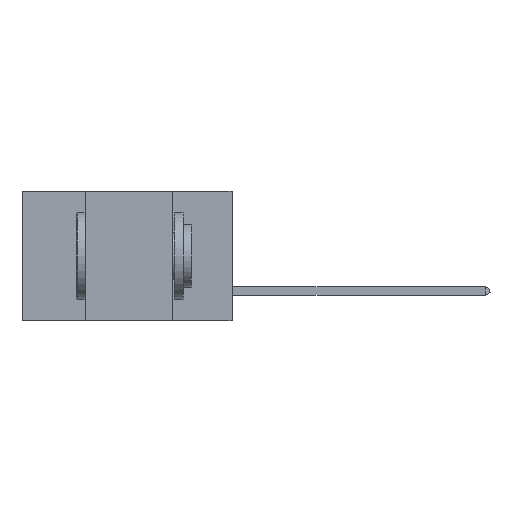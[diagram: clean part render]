
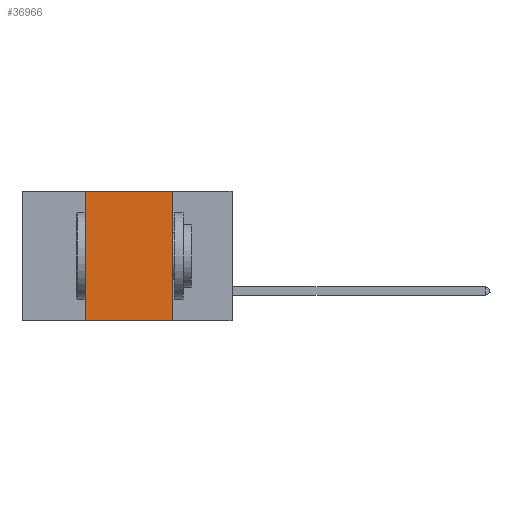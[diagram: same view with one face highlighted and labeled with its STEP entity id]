
A CAD part, left-side view. The second image highlights one B-rep face of the part: STEP entity #36966.
In plain terms, the highlighted planar face has unit normal (-1, 0, 0).
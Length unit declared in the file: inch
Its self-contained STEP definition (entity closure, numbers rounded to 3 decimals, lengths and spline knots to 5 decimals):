
#1300 = VERTEX_POINT ( 'NONE', #22229 ) ;
#1805 = CARTESIAN_POINT ( 'NONE',  ( 0., 0.42, 0. ) ) ;
#7876 = DIRECTION ( 'NONE',  ( 0., 0., 1. ) ) ;
#8028 = VERTEX_POINT ( 'NONE', #27043 ) ;
#9953 = VECTOR ( 'NONE', #42096, 39.37008 ) ;
#10438 = VECTOR ( 'NONE', #20238, 39.37008 ) ;
#11019 = FACE_OUTER_BOUND ( 'NONE', #11368, .T. ) ;
#11368 = EDGE_LOOP ( 'NONE', ( #37859, #16364, #29115, #38413 ) ) ;
#13198 = VECTOR ( 'NONE', #28499, 39.37008 ) ;
#14737 = LINE ( 'NONE', #28362, #13198 ) ;
#14753 = PLANE ( 'NONE',  #33056 ) ;
#15551 = CARTESIAN_POINT ( 'NONE',  ( 0., 0.6, 0. ) ) ;
#16364 = ORIENTED_EDGE ( 'NONE', *, *, #16908, .F. ) ;
#16908 = EDGE_CURVE ( 'NONE', #21207, #1300, #24988, .T. ) ;
#17461 = EDGE_CURVE ( 'NONE', #20827, #21207, #28907, .T. ) ;
#20109 = VECTOR ( 'NONE', #7876, 39.37008 ) ;
#20238 = DIRECTION ( 'NONE',  ( 0., -1., 0. ) ) ;
#20827 = VERTEX_POINT ( 'NONE', #24776 ) ;
#21207 = VERTEX_POINT ( 'NONE', #24313 ) ;
#21833 = EDGE_CURVE ( 'NONE', #20827, #8028, #32713, .T. ) ;
#22229 = CARTESIAN_POINT ( 'NONE',  ( 0., 0.17, 0. ) ) ;
#24313 = CARTESIAN_POINT ( 'NONE',  ( 0., 0.42, 0. ) ) ;
#24776 = CARTESIAN_POINT ( 'NONE',  ( 0., 0.42, -0.37 ) ) ;
#24988 = LINE ( 'NONE', #15551, #9953 ) ;
#27043 = CARTESIAN_POINT ( 'NONE',  ( 0., 0.17, -0.37 ) ) ;
#28362 = CARTESIAN_POINT ( 'NONE',  ( 0., 0.17, 0. ) ) ;
#28499 = DIRECTION ( 'NONE',  ( 0., 0., -1. ) ) ;
#28907 = LINE ( 'NONE', #1805, #20109 ) ;
#29115 = ORIENTED_EDGE ( 'NONE', *, *, #17461, .F. ) ;
#32105 = EDGE_CURVE ( 'NONE', #1300, #8028, #14737, .T. ) ;
#32713 = LINE ( 'NONE', #36718, #10438 ) ;
#33056 = AXIS2_PLACEMENT_3D ( 'NONE', #37940, #40699, #41139 ) ;
#36718 = CARTESIAN_POINT ( 'NONE',  ( 0., 0.6, -0.37 ) ) ;
#36966 = ADVANCED_FACE ( 'NONE', ( #11019 ), #14753, .F. ) ;
#37859 = ORIENTED_EDGE ( 'NONE', *, *, #32105, .F. ) ;
#37940 = CARTESIAN_POINT ( 'NONE',  ( 0., 0.6, 0. ) ) ;
#38413 = ORIENTED_EDGE ( 'NONE', *, *, #21833, .T. ) ;
#40699 = DIRECTION ( 'NONE',  ( 1., 0., 0. ) ) ;
#41139 = DIRECTION ( 'NONE',  ( 0., 0., -1. ) ) ;
#42096 = DIRECTION ( 'NONE',  ( 0., -1., 0. ) ) ;
